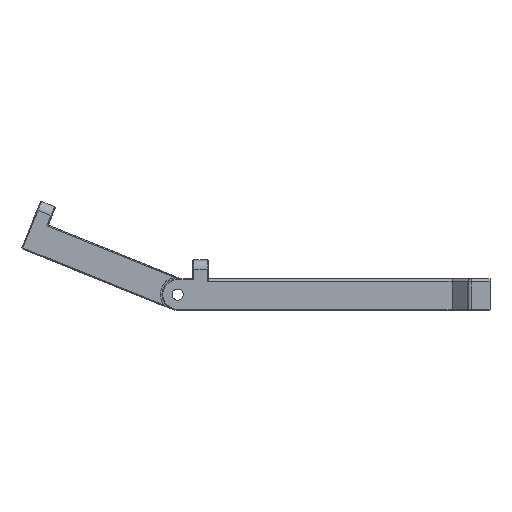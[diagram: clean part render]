
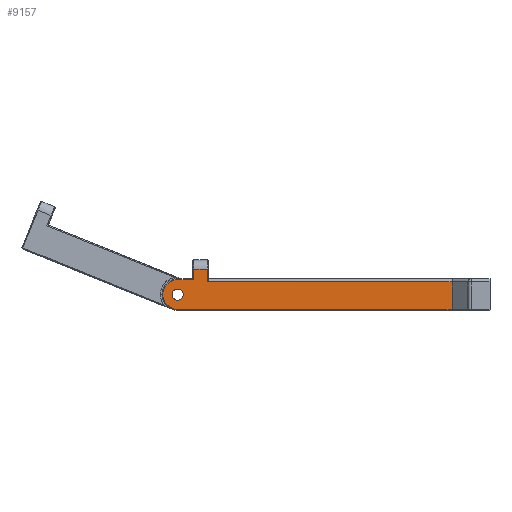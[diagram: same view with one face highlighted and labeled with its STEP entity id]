
A CAD part, front view. The second image highlights one B-rep face of the part: STEP entity #9157.
In plain terms, the highlighted planar face has unit normal (0, -1, 0).
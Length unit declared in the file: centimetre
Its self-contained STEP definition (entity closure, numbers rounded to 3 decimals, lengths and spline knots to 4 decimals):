
#141=FACE_BOUND($,#1209,.T.);
#656=FACE_OUTER_BOUND($,#1208,.T.);
#1208=EDGE_LOOP($,(#6990,#6991,#6992,#6993,#6994,#6995,#6996,#6997,#6998));
#1209=EDGE_LOOP($,(#6999));
#1590=CIRCLE($,#9806,0.47);
#1592=CIRCLE($,#9809,0.47);
#1598=CIRCLE($,#9825,0.175);
#2051=LINE($,#14398,#3041);
#2063=LINE($,#14484,#3053);
#2066=LINE($,#14497,#3056);
#2082=LINE($,#14549,#3072);
#2083=LINE($,#14551,#3073);
#2084=LINE($,#14553,#3074);
#2085=LINE($,#14554,#3075);
#3041=VECTOR($,#11253,0.8737);
#3053=VECTOR($,#11283,0.5);
#3056=VECTOR($,#11300,8.6621);
#3072=VECTOR($,#11356,7.7219);
#3073=VECTOR($,#11357,0.3932);
#3074=VECTOR($,#11358,0.44);
#3075=VECTOR($,#11359,0.3232);
#3989=VERTEX_POINT($,#14360);
#3992=VERTEX_POINT($,#14396);
#4000=VERTEX_POINT($,#14477);
#4003=VERTEX_POINT($,#14482);
#4005=VERTEX_POINT($,#14488);
#4006=VERTEX_POINT($,#14493);
#4015=VERTEX_POINT($,#14531);
#4022=VERTEX_POINT($,#14548);
#4023=VERTEX_POINT($,#14550);
#4024=VERTEX_POINT($,#14552);
#5045=EDGE_CURVE($,#3989,#3992,#2051,.T.);
#5063=EDGE_CURVE($,#4003,#4000,#2063,.T.);
#5066=EDGE_CURVE($,#4005,#4003,#1590,.T.);
#5069=EDGE_CURVE($,#4006,#4005,#1592,.T.);
#5070=EDGE_CURVE($,#3989,#4006,#2066,.T.);
#5087=EDGE_CURVE($,#4015,#4015,#1598,.T.);
#5095=EDGE_CURVE($,#4022,#3992,#2082,.T.);
#5096=EDGE_CURVE($,#4023,#4022,#2083,.T.);
#5097=EDGE_CURVE($,#4024,#4023,#2084,.T.);
#5098=EDGE_CURVE($,#4000,#4024,#2085,.T.);
#6990=ORIENTED_EDGE($,*,*,#5070,.F.);
#6991=ORIENTED_EDGE($,*,*,#5045,.T.);
#6992=ORIENTED_EDGE($,*,*,#5095,.F.);
#6993=ORIENTED_EDGE($,*,*,#5096,.F.);
#6994=ORIENTED_EDGE($,*,*,#5097,.F.);
#6995=ORIENTED_EDGE($,*,*,#5098,.F.);
#6996=ORIENTED_EDGE($,*,*,#5063,.F.);
#6997=ORIENTED_EDGE($,*,*,#5066,.F.);
#6998=ORIENTED_EDGE($,*,*,#5069,.F.);
#6999=ORIENTED_EDGE($,*,*,#5087,.T.);
#8690=PLANE($,#9830);
#9157=ADVANCED_FACE($,(#656,#141),#8690,.T.);
#9806=AXIS2_PLACEMENT_3D($,#14490,#11289,#11290);
#9809=AXIS2_PLACEMENT_3D($,#14495,#11296,#11297);
#9825=AXIS2_PLACEMENT_3D($,#14532,#11340,#11341);
#9830=AXIS2_PLACEMENT_3D($,#14547,#11354,#11355);
#11253=DIRECTION($,(0.,0.,1.));
#11283=DIRECTION($,(1.,0.,0.));
#11289=DIRECTION('center_axis',(0.,1.,0.));
#11290=DIRECTION('ref_axis',(-1.,0.,0.001));
#11296=DIRECTION('center_axis',(0.,1.,0.));
#11297=DIRECTION('ref_axis',(-0.707,0.,-0.707));
#11300=DIRECTION($,(-1.,0.,0.));
#11340=DIRECTION('center_axis',(0.,1.,0.));
#11341=DIRECTION('ref_axis',(1.,0.,0.));
#11354=DIRECTION('center_axis',(0.,-1.,0.));
#11355=DIRECTION('ref_axis',(1.,0.,0.));
#11356=DIRECTION($,(1.,0.,0.));
#11357=DIRECTION($,(0.,0.,-1.));
#11358=DIRECTION($,(1.,0.,0.));
#11359=DIRECTION($,(0.,0.,1.));
#14360=CARTESIAN_POINT('',(-46.3081,12.65,2.1831));
#14396=CARTESIAN_POINT('',(-46.3081,12.65,3.0568));
#14398=CARTESIAN_POINT($,(-46.3081,12.65,2.6568));
#14477=CARTESIAN_POINT('',(-54.47,12.65,3.1268));
#14482=CARTESIAN_POINT('',(-54.97,12.65,3.1268));
#14484=CARTESIAN_POINT($,(-51.3581,12.65,3.1268));
#14488=CARTESIAN_POINT('',(-55.44,12.65,2.6572));
#14490=CARTESIAN_POINT('Origin',(-54.97,12.65,2.6568));
#14493=CARTESIAN_POINT('',(-54.9702,12.65,2.1873));
#14495=CARTESIAN_POINT('Origin',(-54.97,12.65,2.6573));
#14497=CARTESIAN_POINT($,(-53.276,12.65,2.1864));
#14531=CARTESIAN_POINT('',(-55.145,12.65,2.6572));
#14532=CARTESIAN_POINT('Origin',(-54.97,12.65,2.6572));
#14547=CARTESIAN_POINT('Origin',(-51.6081,12.65,2.6568));
#14548=CARTESIAN_POINT('',(-54.03,12.65,3.0568));
#14549=CARTESIAN_POINT($,(-51.3581,12.65,3.0568));
#14550=CARTESIAN_POINT('',(-54.03,12.65,3.45));
#14551=CARTESIAN_POINT($,(-54.03,12.65,2.8284));
#14552=CARTESIAN_POINT('',(-54.47,12.65,3.45));
#14553=CARTESIAN_POINT($,(-54.25,12.65,3.45));
#14554=CARTESIAN_POINT($,(-54.47,12.65,2.8284));
